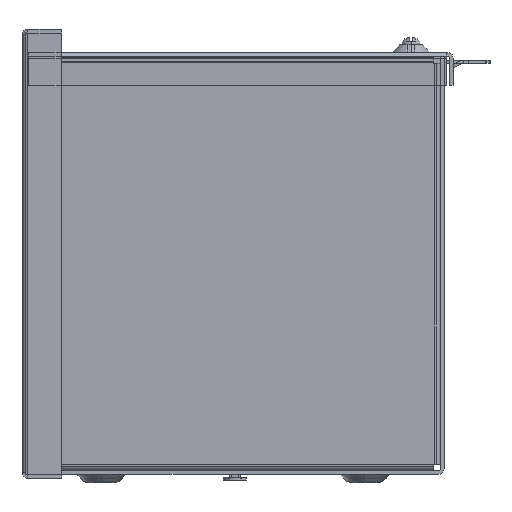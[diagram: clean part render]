
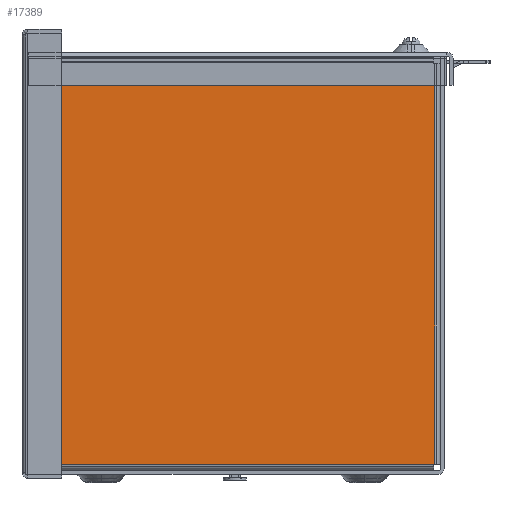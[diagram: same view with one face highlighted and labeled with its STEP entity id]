
A CAD part, left-side view. The second image highlights one B-rep face of the part: STEP entity #17389.
In plain terms, the highlighted planar face has unit normal (-1, 0, 0).
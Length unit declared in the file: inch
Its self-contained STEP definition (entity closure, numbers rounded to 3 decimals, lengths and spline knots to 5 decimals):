
#439 = VERTEX_POINT ( 'NONE', #9916 ) ;
#1308 = CARTESIAN_POINT ( 'NONE',  ( -48., 3.944, 7.783 ) ) ;
#1707 = CARTESIAN_POINT ( 'NONE',  ( -48., -3.767, 7.8 ) ) ;
#2547 = VECTOR ( 'NONE', #22854, 39.37008 ) ;
#2847 = VECTOR ( 'NONE', #14609, 39.37008 ) ;
#3378 = CARTESIAN_POINT ( 'NONE',  ( -48., -3.767, 7.783 ) ) ;
#4013 = EDGE_CURVE ( 'NONE', #19066, #29078, #52036, .T. ) ;
#4776 = DIRECTION ( 'NONE',  ( 0., -1., 0. ) ) ;
#7055 = EDGE_CURVE ( 'NONE', #29078, #21997, #18043, .T. ) ;
#9828 = EDGE_CURVE ( 'NONE', #29981, #38687, #31078, .T. ) ;
#9916 = CARTESIAN_POINT ( 'NONE',  ( -48., -3.784, 7.783 ) ) ;
#10316 = DIRECTION ( 'NONE',  ( 0., -1., 0. ) ) ;
#11079 = VECTOR ( 'NONE', #37226, 39.37008 ) ;
#12527 = EDGE_CURVE ( 'NONE', #38687, #19655, #50463, .T. ) ;
#12646 = DIRECTION ( 'NONE',  ( 0., 0., -1. ) ) ;
#13003 = VECTOR ( 'NONE', #30276, 39.37008 ) ;
#13556 = CARTESIAN_POINT ( 'NONE',  ( -48., 3.819, 0.072 ) ) ;
#14043 = ORIENTED_EDGE ( 'NONE', *, *, #4013, .T. ) ;
#14425 = CARTESIAN_POINT ( 'NONE',  ( -48., 3.944, 7.8 ) ) ;
#14580 = CARTESIAN_POINT ( 'NONE',  ( -48., 3.836, 7.783 ) ) ;
#14609 = DIRECTION ( 'NONE',  ( 0., 1., 0. ) ) ;
#16005 = CARTESIAN_POINT ( 'NONE',  ( -48., 3.819, 0.197 ) ) ;
#16338 = PLANE ( 'NONE',  #23019 ) ;
#16430 = ORIENTED_EDGE ( 'NONE', *, *, #12527, .T. ) ;
#16813 = VERTEX_POINT ( 'NONE', #40937 ) ;
#16933 = VERTEX_POINT ( 'NONE', #14580 ) ;
#17133 = CARTESIAN_POINT ( 'NONE',  ( -48., 3.819, 7.8 ) ) ;
#17389 = ADVANCED_FACE ( 'NONE', ( #35827 ), #16338, .T. ) ;
#17414 = LINE ( 'NONE', #49239, #38135 ) ;
#17637 = LINE ( 'NONE', #29752, #38017 ) ;
#17906 = CARTESIAN_POINT ( 'NONE',  ( -48., 3.819, 0.18 ) ) ;
#18043 = LINE ( 'NONE', #13556, #11079 ) ;
#18531 = CARTESIAN_POINT ( 'NONE',  ( -48., -3.784, 0.197 ) ) ;
#19066 = VERTEX_POINT ( 'NONE', #24196 ) ;
#19655 = VERTEX_POINT ( 'NONE', #17133 ) ;
#20208 = ORIENTED_EDGE ( 'NONE', *, *, #25834, .T. ) ;
#20435 = DIRECTION ( 'NONE',  ( 0., 0., 1. ) ) ;
#21997 = VERTEX_POINT ( 'NONE', #17906 ) ;
#22665 = CARTESIAN_POINT ( 'NONE',  ( -48., -3.767, 7.908 ) ) ;
#22854 = DIRECTION ( 'NONE',  ( 0., 1., 0. ) ) ;
#23019 = AXIS2_PLACEMENT_3D ( 'NONE', #40817, #28192, #31879 ) ;
#23643 = EDGE_LOOP ( 'NONE', ( #20208, #42723, #48098, #16430, #45287, #50553, #28207, #14043, #25472, #26647, #41940, #39294 ) ) ;
#24196 = CARTESIAN_POINT ( 'NONE',  ( -48., 3.836, 0.197 ) ) ;
#25073 = EDGE_CURVE ( 'NONE', #16813, #39730, #40425, .T. ) ;
#25472 = ORIENTED_EDGE ( 'NONE', *, *, #7055, .T. ) ;
#25834 = EDGE_CURVE ( 'NONE', #50947, #439, #44781, .T. ) ;
#25911 = EDGE_CURVE ( 'NONE', #21997, #16813, #17414, .T. ) ;
#26647 = ORIENTED_EDGE ( 'NONE', *, *, #25911, .T. ) ;
#28192 = DIRECTION ( 'NONE',  ( -1., 0., 0. ) ) ;
#28207 = ORIENTED_EDGE ( 'NONE', *, *, #33196, .T. ) ;
#29078 = VERTEX_POINT ( 'NONE', #37293 ) ;
#29715 = EDGE_CURVE ( 'NONE', #19655, #43892, #17637, .T. ) ;
#29752 = CARTESIAN_POINT ( 'NONE',  ( -48., 3.819, 7.783 ) ) ;
#29981 = VERTEX_POINT ( 'NONE', #3378 ) ;
#30276 = DIRECTION ( 'NONE',  ( 0., 0., -1. ) ) ;
#30572 = LINE ( 'NONE', #46103, #38188 ) ;
#31078 = LINE ( 'NONE', #22665, #45749 ) ;
#31879 = DIRECTION ( 'NONE',  ( 0., 0., -1. ) ) ;
#32073 = DIRECTION ( 'NONE',  ( 0., -1., 0. ) ) ;
#33165 = LINE ( 'NONE', #1308, #50138 ) ;
#33196 = EDGE_CURVE ( 'NONE', #16933, #19066, #41884, .T. ) ;
#35827 = FACE_OUTER_BOUND ( 'NONE', #23643, .T. ) ;
#36356 = VECTOR ( 'NONE', #20435, 39.37008 ) ;
#37038 = EDGE_CURVE ( 'NONE', #43892, #16933, #33165, .T. ) ;
#37226 = DIRECTION ( 'NONE',  ( 0., 0., -1. ) ) ;
#37293 = CARTESIAN_POINT ( 'NONE',  ( -48., 3.819, 0.197 ) ) ;
#37312 = LINE ( 'NONE', #46199, #2847 ) ;
#37909 = DIRECTION ( 'NONE',  ( 0., 0., 1. ) ) ;
#38017 = VECTOR ( 'NONE', #12646, 39.37008 ) ;
#38135 = VECTOR ( 'NONE', #4776, 39.37008 ) ;
#38188 = VECTOR ( 'NONE', #10316, 39.37008 ) ;
#38687 = VERTEX_POINT ( 'NONE', #1707 ) ;
#38697 = DIRECTION ( 'NONE',  ( 0., 0., 1. ) ) ;
#39294 = ORIENTED_EDGE ( 'NONE', *, *, #50020, .T. ) ;
#39730 = VERTEX_POINT ( 'NONE', #46196 ) ;
#40425 = LINE ( 'NONE', #48824, #36356 ) ;
#40817 = CARTESIAN_POINT ( 'NONE',  ( -48., 3.944, 7.908 ) ) ;
#40937 = CARTESIAN_POINT ( 'NONE',  ( -48., -3.767, 0.18 ) ) ;
#41690 = VECTOR ( 'NONE', #32073, 39.37008 ) ;
#41884 = LINE ( 'NONE', #42404, #13003 ) ;
#41940 = ORIENTED_EDGE ( 'NONE', *, *, #25073, .T. ) ;
#42404 = CARTESIAN_POINT ( 'NONE',  ( -48., 3.836, 7.908 ) ) ;
#42723 = ORIENTED_EDGE ( 'NONE', *, *, #47847, .T. ) ;
#43892 = VERTEX_POINT ( 'NONE', #51059 ) ;
#44781 = LINE ( 'NONE', #49484, #44820 ) ;
#44820 = VECTOR ( 'NONE', #37909, 39.37008 ) ;
#45287 = ORIENTED_EDGE ( 'NONE', *, *, #29715, .T. ) ;
#45749 = VECTOR ( 'NONE', #38697, 39.37008 ) ;
#46103 = CARTESIAN_POINT ( 'NONE',  ( -48., -3.892, 0.197 ) ) ;
#46196 = CARTESIAN_POINT ( 'NONE',  ( -48., -3.767, 0.197 ) ) ;
#46199 = CARTESIAN_POINT ( 'NONE',  ( -48., -3.767, 7.783 ) ) ;
#47847 = EDGE_CURVE ( 'NONE', #439, #29981, #37312, .T. ) ;
#48098 = ORIENTED_EDGE ( 'NONE', *, *, #9828, .T. ) ;
#48824 = CARTESIAN_POINT ( 'NONE',  ( -48., -3.767, 0.197 ) ) ;
#49239 = CARTESIAN_POINT ( 'NONE',  ( -48., 3.944, 0.18 ) ) ;
#49449 = DIRECTION ( 'NONE',  ( 0., 1., 0. ) ) ;
#49484 = CARTESIAN_POINT ( 'NONE',  ( -48., -3.784, 7.908 ) ) ;
#50020 = EDGE_CURVE ( 'NONE', #39730, #50947, #30572, .T. ) ;
#50138 = VECTOR ( 'NONE', #49449, 39.37008 ) ;
#50463 = LINE ( 'NONE', #14425, #2547 ) ;
#50553 = ORIENTED_EDGE ( 'NONE', *, *, #37038, .T. ) ;
#50947 = VERTEX_POINT ( 'NONE', #18531 ) ;
#51059 = CARTESIAN_POINT ( 'NONE',  ( -48., 3.819, 7.783 ) ) ;
#52036 = LINE ( 'NONE', #16005, #41690 ) ;
